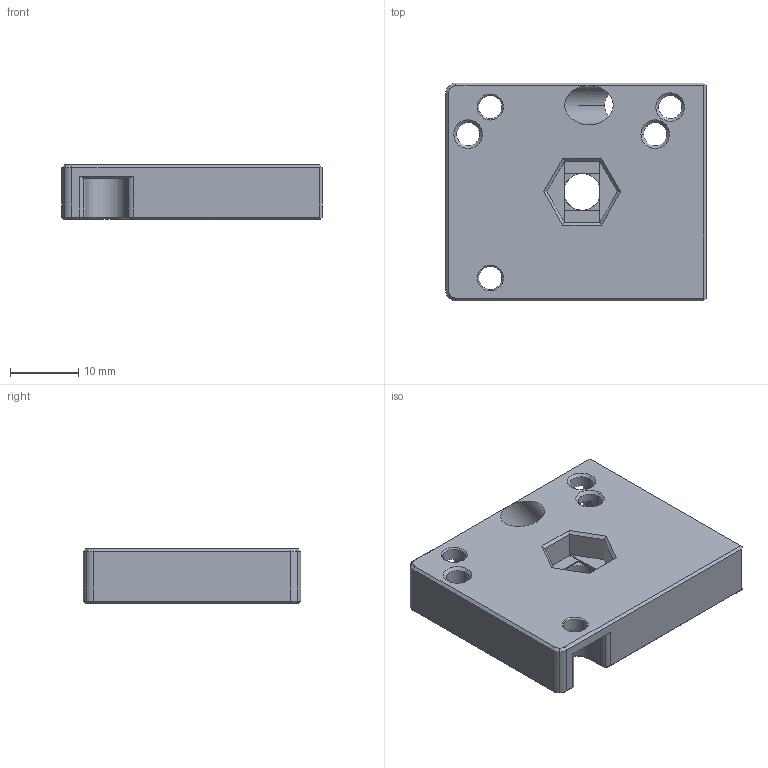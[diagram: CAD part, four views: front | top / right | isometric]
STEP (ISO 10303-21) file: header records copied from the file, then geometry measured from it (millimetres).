
FILE_DESCRIPTION (( 'STEP AP214' ), '1' );
FILE_NAME ('ZDriveFootPlate.STEP', '2021-10-02T12:43:40', ( '' ), ( '' ), 'SwSTEP 2.0', 'SolidWorks 2021', '' );
FILE_SCHEMA (( 'AUTOMOTIVE_DESIGN' ));
Length unit declared in the file: millimetre
Products named in the file (1): ZDriveFootPlate
Bounding box: 38.29 x 31.99 x 8 mm (x, y, z)
Volume: 8288.2 mm3; surface area: 4025.2 mm2
Topology: 1 solids, 1 shells, 143 faces, 369 edges, 224 vertices
Faces by surface type: plane 63, cone 41, cylinder 37, bspline 2
Entity records: 4444 total; most frequent: CARTESIAN_POINT 928, ORIENTED_EDGE 738, DIRECTION 731, EDGE_CURVE 369, AXIS2_PLACEMENT_3D 257, VERTEX_POINT 224, LINE 217, VECTOR 217
